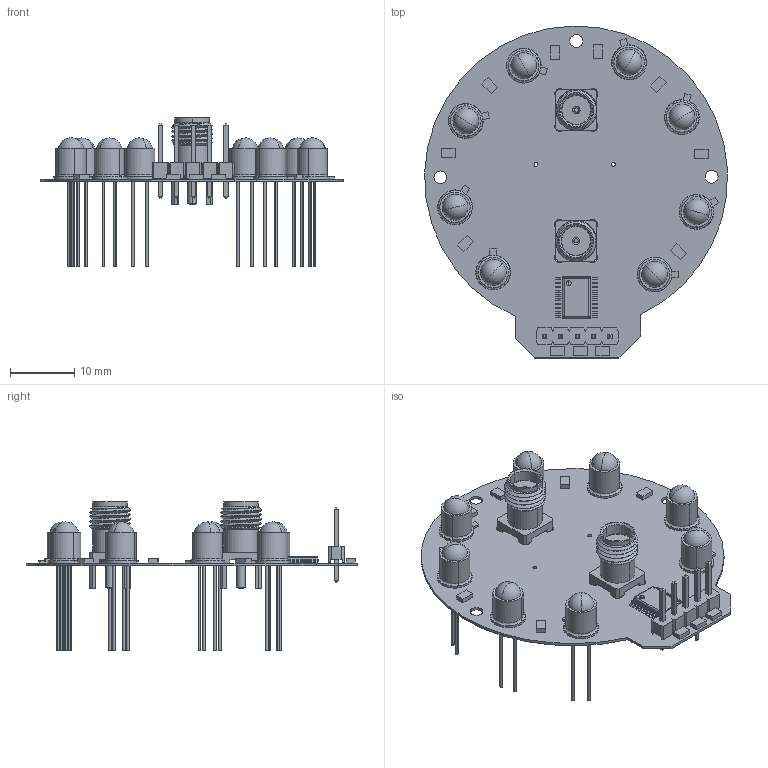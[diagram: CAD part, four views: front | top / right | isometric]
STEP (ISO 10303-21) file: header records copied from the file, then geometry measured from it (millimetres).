
FILE_DESCRIPTION(('Open CASCADE Model'),'2;1');
FILE_NAME('Open CASCADE Shape Model','2022-10-31T16:47:05',('Author'),( 'Open CASCADE'),'Open CASCADE STEP processor 6.8','Open CASCADE 6.8' ,'Unknown');
FILE_SCHEMA(('AUTOMOTIVE_DESIGN { 1 0 10303 214 1 1 1 1 }'));
Length unit declared in the file: millimetre
Products named in the file (42): PCB; Board; Open CASCADE STEP translator 6.8 1.1.1; PDCURR; c-5-1814832-1-b-3d; PDBIAS; R11; 6001142544; Extruded; R10; U1; PW0020AakaMTC20; BODY_MTC20; LEAD_MTC20; P1; 61300511121; 6130xx11121_PIN; R9; R8; 6001141984; R7; R6; 6001141744; R5; 6001141584; R4; R3; R2; R1; D8; LED630L-Step; D7; D6; D5; D4; D3; D2; D1
Assembly tree (79 placements, depth 4):
  PCB
    Board
      Open CASCADE STEP translator 6.8 1.1.1
    PDCURR
      c-5-1814832-1-b-3d
    PDBIAS
      c-5-1814832-1-b-3d
    R11
      6001142544
        Extruded
    R10
      6001142544
        Extruded
    U1
      PW0020AakaMTC20
        BODY_MTC20
        LEAD_MTC20  x20
    P1
      61300511121
        6130xx11121_PIN  x5
        61300511121
    R9
      6001142544
        Extruded
    R8
      6001141984
        Extruded
    R7
      6001142544
        Extruded
    R6
      6001141744
        Extruded
    R5
      6001141584
        Extruded
    R4
      6001141584
        Extruded
    R3
      6001141984
        Extruded
    R2
      6001142544
        Extruded
    R1
      6001141744
        Extruded
    D8
      LED630L-Step
    D7
      LED630L-Step
    D6
      LED630L-Step
    D5
      LED630L-Step
    D4
      LED630L-Step
    D3
      LED630L-Step
Bounding box: 46.95 x 51.49 x 23 mm (x, y, z)
Volume: 2074.6 mm3; surface area: 6938.2 mm2
Topology: 57 solids, 57 shells, 943 faces, 2282 edges, 1491 vertices
Faces by surface type: plane 584, cylinder 293, sphere 26, cone 16, torus 16, bspline 8
Full cylindrical faces by diameter (mm): 0.6 x2, 0.8 x16, 1.1 x5, 1.5 x2, 1.6 x8, 2 x3
Entity records: 12815 total; most frequent: CARTESIAN_POINT 3244, DIRECTION 1734, ORIENTED_EDGE 1602, EDGE_CURVE 801, AXIS2_PLACEMENT_3D 584, LINE 566, VECTOR 566, VERTEX_POINT 521
